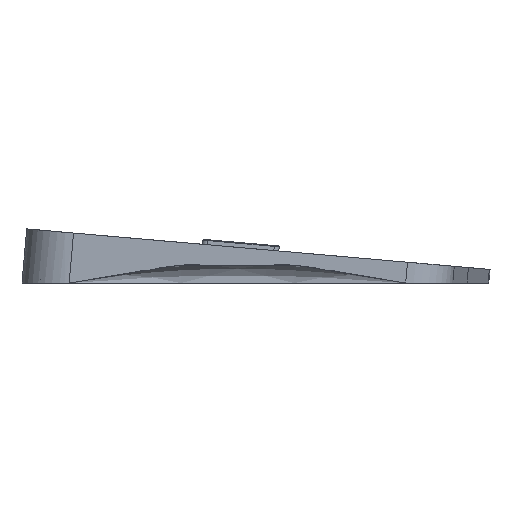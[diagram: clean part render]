
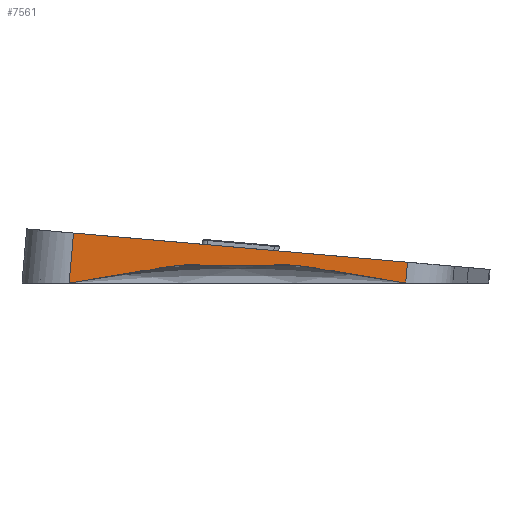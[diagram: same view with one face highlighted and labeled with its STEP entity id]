
A CAD part, left-side view. The second image highlights one B-rep face of the part: STEP entity #7561.
In plain terms, the highlighted planar face has unit normal (-1, 0, 0).
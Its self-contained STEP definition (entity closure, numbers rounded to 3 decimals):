
#145=CIRCLE('',#7985,211.058);
#899=FACE_OUTER_BOUND('',#1351,.T.);
#1351=EDGE_LOOP('',(#6652,#6653,#6654,#6655));
#2134=LINE('',#12872,#2900);
#2148=LINE('',#12946,#2914);
#2149=LINE('',#12947,#2915);
#2900=VECTOR('',#9451,10.);
#2914=VECTOR('',#9511,10.);
#2915=VECTOR('',#9512,10.);
#3597=VERTEX_POINT('',#12869);
#3598=VERTEX_POINT('',#12871);
#3622=VERTEX_POINT('',#12941);
#3623=VERTEX_POINT('',#12942);
#4627=EDGE_CURVE('',#3598,#3597,#2134,.T.);
#4658=EDGE_CURVE('',#3623,#3622,#145,.T.);
#4659=EDGE_CURVE('',#3598,#3622,#2148,.T.);
#4660=EDGE_CURVE('',#3597,#3623,#2149,.T.);
#6652=ORIENTED_EDGE('',*,*,#4658,.T.);
#6653=ORIENTED_EDGE('',*,*,#4659,.F.);
#6654=ORIENTED_EDGE('',*,*,#4627,.T.);
#6655=ORIENTED_EDGE('',*,*,#4660,.T.);
#7186=PLANE('',#7986);
#7561=ADVANCED_FACE('',(#899),#7186,.T.);
#7985=AXIS2_PLACEMENT_3D('',#12944,#9507,#9508);
#7986=AXIS2_PLACEMENT_3D('',#12945,#9509,#9510);
#9451=DIRECTION('',(0.,0.996,0.087));
#9507=DIRECTION('center_axis',(1.,0.,0.));
#9508=DIRECTION('ref_axis',(0.,0.,
1.));
#9509=DIRECTION('center_axis',(-1.,0.,0.));
#9510=DIRECTION('ref_axis',(0.,0.996,0.087));
#9511=DIRECTION('',(0.,0.087,-0.996));
#9512=DIRECTION('',(0.,0.087,-0.996));
#12869=CARTESIAN_POINT('',(-11.999,80.524,-34.156));
#12871=CARTESIAN_POINT('',(-11.999,-19.12,-42.874));
#12872=CARTESIAN_POINT('',(-11.999,-19.12,-42.874));
#12941=CARTESIAN_POINT('',(-11.999,-18.576,-49.092));
#12942=CARTESIAN_POINT('',(-11.999,81.83,-49.092));
#12944=CARTESIAN_POINT('Origin',(-11.999,31.627,-254.092));
#12945=CARTESIAN_POINT('Origin',(-11.999,-19.12,-42.874));
#12946=CARTESIAN_POINT('',(-11.999,-19.12,-42.874));
#12947=CARTESIAN_POINT('',(-11.999,80.524,-34.156));
